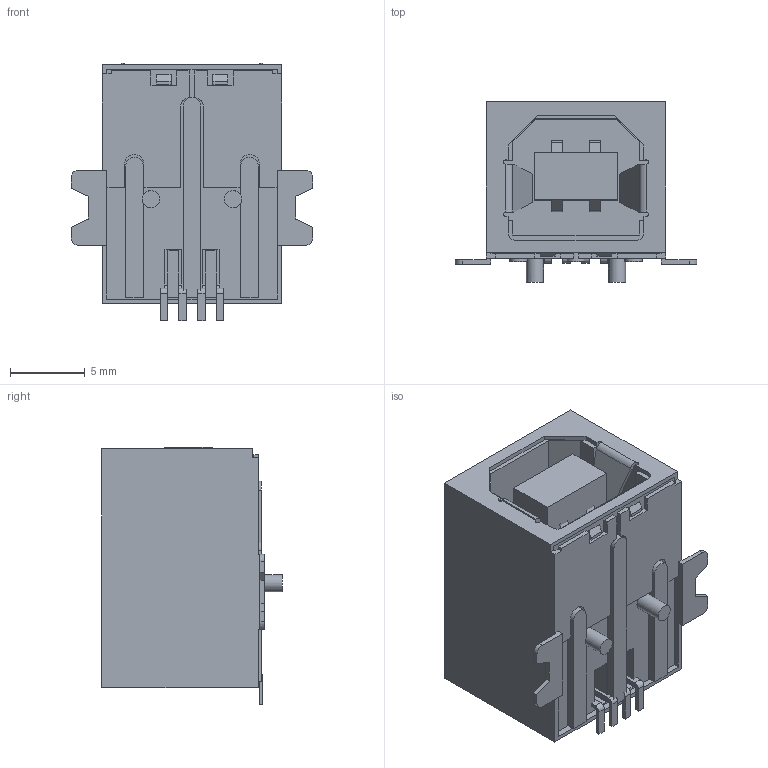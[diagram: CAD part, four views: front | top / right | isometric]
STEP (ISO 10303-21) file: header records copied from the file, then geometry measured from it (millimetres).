
FILE_DESCRIPTION(/* description */ ('STEP AP203'),/* implementation_level */ '2;1');
FILE_NAME(/* name */ 'USB-B-S-F-B-SM',/* time_stamp */ '2026-02-11T17:28:48+01:00',/* author */ ('License CC BY-ND 4.0'),/* organization */ ('CADENAS'),/* preprocessor_version */ 'ST-DEVELOPER v20',/* originating_system */ 'PARTsolutions',/* authorisation */ ' ');
FILE_SCHEMA (('CONFIG_CONTROL_DESIGN'));
Length unit declared in the file: millimetre
Products named in the file (4): USB-B-S-F-B-SM; USB-B-S-SM_S; USB-B-S-B-SM_B; USB-B-S-SM_P
Assembly tree (3 placements, depth 2):
  USB-B-S-F-B-SM
    USB-B-S-SM_S
    USB-B-S-B-SM_B
    USB-B-S-SM_P
Bounding box: 16.2 x 12.1 x 17.25 mm (x, y, z)
Volume: 1478.4 mm3; surface area: 3340.3 mm2
Topology: 3 solids, 3 shells, 281 faces, 796 edges, 528 vertices
Faces by surface type: plane 232, cylinder 49
Full cylindrical faces by diameter (mm): 1.15 x2
Entity records: 9068 total; most frequent: CARTESIAN_POINT 1603, ORIENTED_EDGE 1584, DIRECTION 1462, EDGE_CURVE 792, LINE 692, VECTOR 692, VERTEX_POINT 526, AXIS2_PLACEMENT_3D 385
